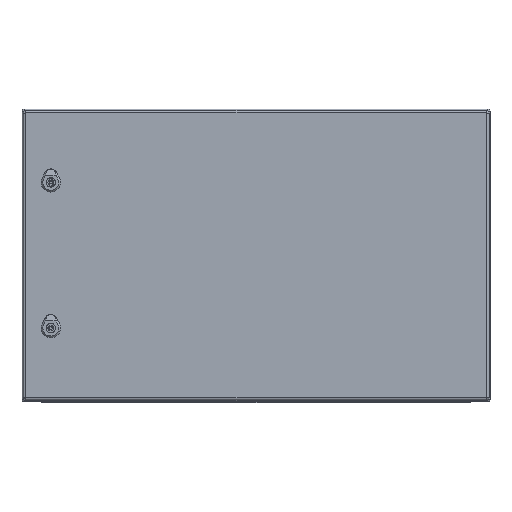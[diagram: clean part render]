
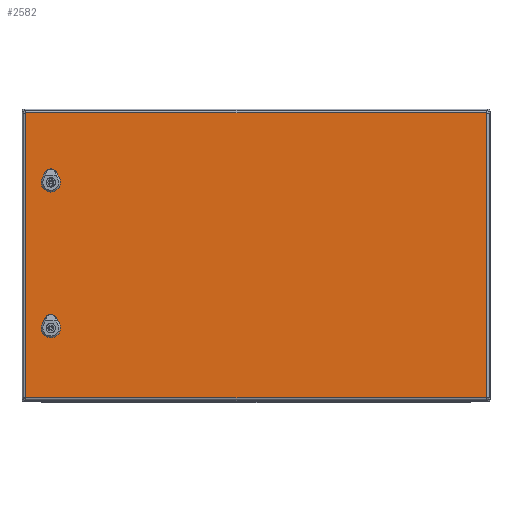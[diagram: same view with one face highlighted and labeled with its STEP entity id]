
A CAD part, top view. The second image highlights one B-rep face of the part: STEP entity #2582.
In plain terms, the highlighted face is planar.
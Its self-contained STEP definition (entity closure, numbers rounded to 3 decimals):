
#1525=FACE_BOUND('',#3921,.T.);
#1526=FACE_BOUND('',#3922,.T.);
#1527=FACE_BOUND('',#3923,.T.);
#2145=CIRCLE('',#10573,1.);
#2146=CIRCLE('',#10574,1.);
#2147=CIRCLE('',#10575,1.);
#2148=CIRCLE('',#10576,1.);
#2149=CIRCLE('',#10577,11.25);
#2150=CIRCLE('',#10578,11.25);
#2151=CIRCLE('',#10579,11.25);
#2152=CIRCLE('',#10580,11.25);
#2153=CIRCLE('',#10581,11.25);
#2154=CIRCLE('',#10582,11.25);
#2155=CIRCLE('',#10583,11.25);
#2156=CIRCLE('',#10584,11.25);
#2582=ADVANCED_FACE('',(#1525,#1526,#1527),#2891,.F.);
#2891=PLANE('',#10585);
#3921=EDGE_LOOP('',(#5515,#5516,#5517,#5518,#5519,#5520,#5521,#5522));
#3922=EDGE_LOOP('',(#5523,#5524,#5525,#5526,#5527,#5528,#5529,#5530));
#3923=EDGE_LOOP('',(#5531,#5532,#5533,#5534,#5535,#5536,#5537,#5538));
#5515=ORIENTED_EDGE('',*,*,#8161,.F.);
#5516=ORIENTED_EDGE('',*,*,#8162,.F.);
#5517=ORIENTED_EDGE('',*,*,#8163,.F.);
#5518=ORIENTED_EDGE('',*,*,#8164,.F.);
#5519=ORIENTED_EDGE('',*,*,#8165,.F.);
#5520=ORIENTED_EDGE('',*,*,#8166,.F.);
#5521=ORIENTED_EDGE('',*,*,#8167,.F.);
#5522=ORIENTED_EDGE('',*,*,#8168,.F.);
#5523=ORIENTED_EDGE('',*,*,#8169,.T.);
#5524=ORIENTED_EDGE('',*,*,#8170,.T.);
#5525=ORIENTED_EDGE('',*,*,#8171,.T.);
#5526=ORIENTED_EDGE('',*,*,#8172,.T.);
#5527=ORIENTED_EDGE('',*,*,#8173,.T.);
#5528=ORIENTED_EDGE('',*,*,#8174,.T.);
#5529=ORIENTED_EDGE('',*,*,#8175,.T.);
#5530=ORIENTED_EDGE('',*,*,#8176,.T.);
#5531=ORIENTED_EDGE('',*,*,#8177,.F.);
#5532=ORIENTED_EDGE('',*,*,#8178,.F.);
#5533=ORIENTED_EDGE('',*,*,#8179,.F.);
#5534=ORIENTED_EDGE('',*,*,#8180,.F.);
#5535=ORIENTED_EDGE('',*,*,#8181,.F.);
#5536=ORIENTED_EDGE('',*,*,#8182,.F.);
#5537=ORIENTED_EDGE('',*,*,#8183,.F.);
#5538=ORIENTED_EDGE('',*,*,#8184,.F.);
#7147=VERTEX_POINT('',#15596);
#7148=VERTEX_POINT('',#15597);
#7149=VERTEX_POINT('',#15599);
#7150=VERTEX_POINT('',#15601);
#7151=VERTEX_POINT('',#15603);
#7152=VERTEX_POINT('',#15605);
#7153=VERTEX_POINT('',#15607);
#7154=VERTEX_POINT('',#15609);
#7155=VERTEX_POINT('',#15612);
#7156=VERTEX_POINT('',#15613);
#7157=VERTEX_POINT('',#15615);
#7158=VERTEX_POINT('',#15617);
#7159=VERTEX_POINT('',#15619);
#7160=VERTEX_POINT('',#15621);
#7161=VERTEX_POINT('',#15623);
#7162=VERTEX_POINT('',#15625);
#7163=VERTEX_POINT('',#15628);
#7164=VERTEX_POINT('',#15629);
#7165=VERTEX_POINT('',#15631);
#7166=VERTEX_POINT('',#15633);
#7167=VERTEX_POINT('',#15635);
#7168=VERTEX_POINT('',#15637);
#7169=VERTEX_POINT('',#15639);
#7170=VERTEX_POINT('',#15641);
#8161=EDGE_CURVE('',#7147,#7148,#2145,.T.);
#8162=EDGE_CURVE('',#7149,#7147,#8985,.T.);
#8163=EDGE_CURVE('',#7150,#7149,#2146,.T.);
#8164=EDGE_CURVE('',#7151,#7150,#8986,.T.);
#8165=EDGE_CURVE('',#7152,#7151,#2147,.T.);
#8166=EDGE_CURVE('',#7153,#7152,#8987,.T.);
#8167=EDGE_CURVE('',#7154,#7153,#2148,.T.);
#8168=EDGE_CURVE('',#7148,#7154,#8988,.T.);
#8169=EDGE_CURVE('',#7155,#7156,#8989,.T.);
#8170=EDGE_CURVE('',#7156,#7157,#2149,.T.);
#8171=EDGE_CURVE('',#7157,#7158,#8990,.T.);
#8172=EDGE_CURVE('',#7158,#7159,#2150,.T.);
#8173=EDGE_CURVE('',#7159,#7160,#8991,.T.);
#8174=EDGE_CURVE('',#7160,#7161,#2151,.T.);
#8175=EDGE_CURVE('',#7161,#7162,#8992,.T.);
#8176=EDGE_CURVE('',#7162,#7155,#2152,.T.);
#8177=EDGE_CURVE('',#7163,#7164,#2153,.T.);
#8178=EDGE_CURVE('',#7165,#7163,#8993,.T.);
#8179=EDGE_CURVE('',#7166,#7165,#2154,.T.);
#8180=EDGE_CURVE('',#7167,#7166,#8994,.T.);
#8181=EDGE_CURVE('',#7168,#7167,#2155,.T.);
#8182=EDGE_CURVE('',#7169,#7168,#8995,.T.);
#8183=EDGE_CURVE('',#7170,#7169,#2156,.T.);
#8184=EDGE_CURVE('',#7164,#7170,#8996,.T.);
#8985=LINE('',#15598,#9637);
#8986=LINE('',#15602,#9638);
#8987=LINE('',#15606,#9639);
#8988=LINE('',#15610,#9640);
#8989=LINE('',#15611,#9641);
#8990=LINE('',#15616,#9642);
#8991=LINE('',#15620,#9643);
#8992=LINE('',#15624,#9644);
#8993=LINE('',#15630,#9645);
#8994=LINE('',#15634,#9646);
#8995=LINE('',#15638,#9647);
#8996=LINE('',#15642,#9648);
#9637=VECTOR('',#12599,1.);
#9638=VECTOR('',#12602,1.);
#9639=VECTOR('',#12605,1.);
#9640=VECTOR('',#12608,1.);
#9641=VECTOR('',#12609,1.);
#9642=VECTOR('',#12612,1.);
#9643=VECTOR('',#12615,1.);
#9644=VECTOR('',#12618,1.);
#9645=VECTOR('',#12623,1.);
#9646=VECTOR('',#12626,1.);
#9647=VECTOR('',#12629,1.);
#9648=VECTOR('',#12632,1.);
#10573=AXIS2_PLACEMENT_3D('',#15595,#12597,#12598);
#10574=AXIS2_PLACEMENT_3D('',#15600,#12600,#12601);
#10575=AXIS2_PLACEMENT_3D('',#15604,#12603,#12604);
#10576=AXIS2_PLACEMENT_3D('',#15608,#12606,#12607);
#10577=AXIS2_PLACEMENT_3D('',#15614,#12610,#12611);
#10578=AXIS2_PLACEMENT_3D('',#15618,#12613,#12614);
#10579=AXIS2_PLACEMENT_3D('',#15622,#12616,#12617);
#10580=AXIS2_PLACEMENT_3D('',#15626,#12619,#12620);
#10581=AXIS2_PLACEMENT_3D('',#15627,#12621,#12622);
#10582=AXIS2_PLACEMENT_3D('',#15632,#12624,#12625);
#10583=AXIS2_PLACEMENT_3D('',#15636,#12627,#12628);
#10584=AXIS2_PLACEMENT_3D('',#15640,#12630,#12631);
#10585=AXIS2_PLACEMENT_3D('',#15643,#12633,#12634);
#12597=DIRECTION('',(0.,0.,1.));
#12598=DIRECTION('',(1.,0.,0.));
#12599=DIRECTION('',(0.,-1.,0.));
#12600=DIRECTION('',(0.,0.,1.));
#12601=DIRECTION('',(1.,0.,0.));
#12602=DIRECTION('',(-1.,0.,0.));
#12603=DIRECTION('',(0.,0.,1.));
#12604=DIRECTION('',(1.,0.,0.));
#12605=DIRECTION('',(0.,1.,0.));
#12606=DIRECTION('',(0.,0.,1.));
#12607=DIRECTION('',(1.,0.,0.));
#12608=DIRECTION('',(1.,0.,0.));
#12609=DIRECTION('',(-1.,0.,0.));
#12610=DIRECTION('',(0.,0.,1.));
#12611=DIRECTION('',(1.,0.,0.));
#12612=DIRECTION('',(0.,-1.,0.));
#12613=DIRECTION('',(0.,0.,1.));
#12614=DIRECTION('',(1.,0.,0.));
#12615=DIRECTION('',(1.,0.,0.));
#12616=DIRECTION('',(0.,0.,1.));
#12617=DIRECTION('',(1.,0.,0.));
#12618=DIRECTION('',(0.,1.,0.));
#12619=DIRECTION('',(0.,0.,1.));
#12620=DIRECTION('',(1.,0.,0.));
#12621=DIRECTION('',(0.,0.,-1.));
#12622=DIRECTION('',(1.,0.,0.));
#12623=DIRECTION('',(-1.,0.,0.));
#12624=DIRECTION('',(0.,0.,-1.));
#12625=DIRECTION('',(1.,0.,0.));
#12626=DIRECTION('',(0.,-1.,0.));
#12627=DIRECTION('',(0.,0.,-1.));
#12628=DIRECTION('',(1.,0.,0.));
#12629=DIRECTION('',(1.,0.,0.));
#12630=DIRECTION('',(0.,0.,-1.));
#12631=DIRECTION('',(1.,0.,0.));
#12632=DIRECTION('',(0.,1.,0.));
#12633=DIRECTION('',(0.,0.,1.));
#12634=DIRECTION('',(1.,0.,0.));
#15595=CARTESIAN_POINT('',(-393.75,-243.,0.));
#15596=CARTESIAN_POINT('',(-394.75,-243.,0.));
#15597=CARTESIAN_POINT('',(-393.75,-244.,0.));
#15598=CARTESIAN_POINT('',(-394.75,243.,0.));
#15599=CARTESIAN_POINT('',(-394.75,243.,0.));
#15600=CARTESIAN_POINT('',(-393.75,243.,0.));
#15601=CARTESIAN_POINT('',(-393.75,244.,0.));
#15602=CARTESIAN_POINT('',(393.75,244.,0.));
#15603=CARTESIAN_POINT('',(393.75,244.,0.));
#15604=CARTESIAN_POINT('',(393.75,243.,0.));
#15605=CARTESIAN_POINT('',(394.75,243.,0.));
#15606=CARTESIAN_POINT('',(394.75,-243.,0.));
#15607=CARTESIAN_POINT('',(394.75,-243.,0.));
#15608=CARTESIAN_POINT('',(393.75,-243.,0.));
#15609=CARTESIAN_POINT('',(393.75,-244.,0.));
#15610=CARTESIAN_POINT('',(-393.75,-244.,0.));
#15611=CARTESIAN_POINT('',(-393.75,134.7,0.));
#15612=CARTESIAN_POINT('',(355.496,134.7,0.));
#15613=CARTESIAN_POINT('',(346.004,134.7,0.));
#15614=CARTESIAN_POINT('',(350.75,124.5,0.));
#15615=CARTESIAN_POINT('',(340.55,129.246,0.));
#15616=CARTESIAN_POINT('',(340.55,243.,0.));
#15617=CARTESIAN_POINT('',(340.55,119.754,0.));
#15618=CARTESIAN_POINT('',(350.75,124.5,0.));
#15619=CARTESIAN_POINT('',(346.004,114.3,0.));
#15620=CARTESIAN_POINT('',(-393.75,114.3,0.));
#15621=CARTESIAN_POINT('',(355.496,114.3,0.));
#15622=CARTESIAN_POINT('',(350.75,124.5,0.));
#15623=CARTESIAN_POINT('',(360.95,119.754,0.));
#15624=CARTESIAN_POINT('',(360.95,243.,0.));
#15625=CARTESIAN_POINT('',(360.95,129.246,0.));
#15626=CARTESIAN_POINT('',(350.75,124.5,0.));
#15627=CARTESIAN_POINT('',(350.75,-124.5,0.));
#15628=CARTESIAN_POINT('',(346.004,-134.7,0.));
#15629=CARTESIAN_POINT('',(340.55,-129.246,0.));
#15630=CARTESIAN_POINT('',(-393.75,-134.7,0.));
#15631=CARTESIAN_POINT('',(355.496,-134.7,0.));
#15632=CARTESIAN_POINT('',(350.75,-124.5,0.));
#15633=CARTESIAN_POINT('',(360.95,-129.246,0.));
#15634=CARTESIAN_POINT('',(360.95,243.,0.));
#15635=CARTESIAN_POINT('',(360.95,-119.754,0.));
#15636=CARTESIAN_POINT('',(350.75,-124.5,0.));
#15637=CARTESIAN_POINT('',(355.496,-114.3,0.));
#15638=CARTESIAN_POINT('',(-393.75,-114.3,0.));
#15639=CARTESIAN_POINT('',(346.004,-114.3,0.));
#15640=CARTESIAN_POINT('',(350.75,-124.5,0.));
#15641=CARTESIAN_POINT('',(340.55,-119.754,0.));
#15642=CARTESIAN_POINT('',(340.55,243.,0.));
#15643=CARTESIAN_POINT('',(-393.75,243.,0.));
